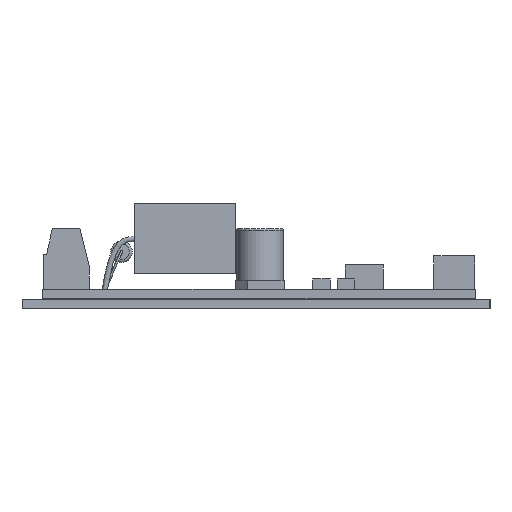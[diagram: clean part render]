
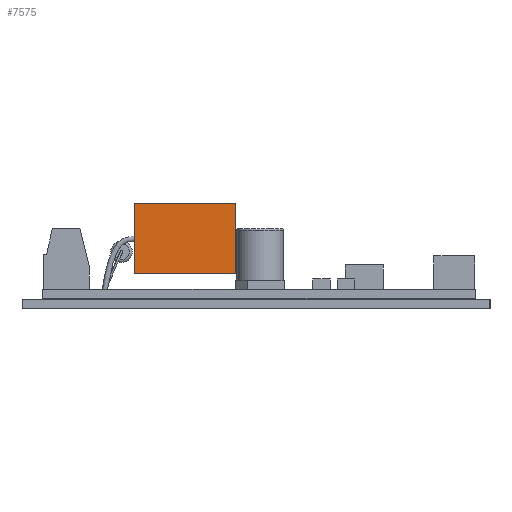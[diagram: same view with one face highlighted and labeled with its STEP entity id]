
A CAD part, left-side view. The second image highlights one B-rep face of the part: STEP entity #7575.
In plain terms, the highlighted face is planar.
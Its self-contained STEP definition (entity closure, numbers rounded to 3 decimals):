
#6066 = PLANE('',#6067);
#6067 = AXIS2_PLACEMENT_3D('',#6068,#6069,#6070);
#6068 = CARTESIAN_POINT('',(-21.3,13.25,4.3));
#6069 = DIRECTION('',(-1.,0.,0.));
#6070 = DIRECTION('',(0.,-1.,0.));
#7575 = ADVANCED_FACE('',(#7576),#7590,.T.);
#7576 = FACE_BOUND('',#7577,.T.);
#7577 = EDGE_LOOP('',(#7578,#7613,#7641,#7669));
#7578 = ORIENTED_EDGE('',*,*,#7579,.F.);
#7579 = EDGE_CURVE('',#7580,#7582,#7584,.T.);
#7580 = VERTEX_POINT('',#7581);
#7581 = CARTESIAN_POINT('',(-4.,-13.25,4.3));
#7582 = VERTEX_POINT('',#7583);
#7583 = CARTESIAN_POINT('',(-21.3,-13.25,4.3));
#7584 = SURFACE_CURVE('',#7585,(#7589,#7601),.PCURVE_S1.);
#7585 = LINE('',#7586,#7587);
#7586 = CARTESIAN_POINT('',(-4.,-13.25,4.3));
#7587 = VECTOR('',#7588,1.);
#7588 = DIRECTION('',(-1.,0.,0.));
#7589 = PCURVE('',#7590,#7595);
#7590 = PLANE('',#7591);
#7591 = AXIS2_PLACEMENT_3D('',#7592,#7593,#7594);
#7592 = CARTESIAN_POINT('',(-21.3,-13.25,4.3));
#7593 = DIRECTION('',(0.,-1.,0.));
#7594 = DIRECTION('',(1.,0.,0.));
#7595 = DEFINITIONAL_REPRESENTATION('',(#7596),#7600);
#7596 = LINE('',#7597,#7598);
#7597 = CARTESIAN_POINT('',(17.3,0.));
#7598 = VECTOR('',#7599,1.);
#7599 = DIRECTION('',(-1.,0.));
#7600 = ( GEOMETRIC_REPRESENTATION_CONTEXT(2) 
PARAMETRIC_REPRESENTATION_CONTEXT() REPRESENTATION_CONTEXT('2D SPACE',''
  ) );
#7601 = PCURVE('',#7602,#7607);
#7602 = PLANE('',#7603);
#7603 = AXIS2_PLACEMENT_3D('',#7604,#7605,#7606);
#7604 = CARTESIAN_POINT('',(-12.65,0.,4.3));
#7605 = DIRECTION('',(0.,0.,1.));
#7606 = DIRECTION('',(1.,0.,-0.));
#7607 = DEFINITIONAL_REPRESENTATION('',(#7608),#7612);
#7608 = LINE('',#7609,#7610);
#7609 = CARTESIAN_POINT('',(8.65,-13.25));
#7610 = VECTOR('',#7611,1.);
#7611 = DIRECTION('',(-1.,0.));
#7612 = ( GEOMETRIC_REPRESENTATION_CONTEXT(2) 
PARAMETRIC_REPRESENTATION_CONTEXT() REPRESENTATION_CONTEXT('2D SPACE',''
  ) );
#7613 = ORIENTED_EDGE('',*,*,#7614,.T.);
#7614 = EDGE_CURVE('',#7580,#7615,#7617,.T.);
#7615 = VERTEX_POINT('',#7616);
#7616 = CARTESIAN_POINT('',(-4.,-13.25,16.3));
#7617 = SURFACE_CURVE('',#7618,(#7622,#7629),.PCURVE_S1.);
#7618 = LINE('',#7619,#7620);
#7619 = CARTESIAN_POINT('',(-4.,-13.25,4.3));
#7620 = VECTOR('',#7621,1.);
#7621 = DIRECTION('',(0.,0.,1.));
#7622 = PCURVE('',#7590,#7623);
#7623 = DEFINITIONAL_REPRESENTATION('',(#7624),#7628);
#7624 = LINE('',#7625,#7626);
#7625 = CARTESIAN_POINT('',(17.3,0.));
#7626 = VECTOR('',#7627,1.);
#7627 = DIRECTION('',(0.,1.));
#7628 = ( GEOMETRIC_REPRESENTATION_CONTEXT(2) 
PARAMETRIC_REPRESENTATION_CONTEXT() REPRESENTATION_CONTEXT('2D SPACE',''
  ) );
#7629 = PCURVE('',#7630,#7635);
#7630 = PLANE('',#7631);
#7631 = AXIS2_PLACEMENT_3D('',#7632,#7633,#7634);
#7632 = CARTESIAN_POINT('',(-4.,-13.25,4.3));
#7633 = DIRECTION('',(1.,0.,0.));
#7634 = DIRECTION('',(-0.,1.,0.));
#7635 = DEFINITIONAL_REPRESENTATION('',(#7636),#7640);
#7636 = LINE('',#7637,#7638);
#7637 = CARTESIAN_POINT('',(0.,0.));
#7638 = VECTOR('',#7639,1.);
#7639 = DIRECTION('',(0.,1.));
#7640 = ( GEOMETRIC_REPRESENTATION_CONTEXT(2) 
PARAMETRIC_REPRESENTATION_CONTEXT() REPRESENTATION_CONTEXT('2D SPACE',''
  ) );
#7641 = ORIENTED_EDGE('',*,*,#7642,.F.);
#7642 = EDGE_CURVE('',#7643,#7615,#7645,.T.);
#7643 = VERTEX_POINT('',#7644);
#7644 = CARTESIAN_POINT('',(-21.3,-13.25,16.3));
#7645 = SURFACE_CURVE('',#7646,(#7650,#7657),.PCURVE_S1.);
#7646 = LINE('',#7647,#7648);
#7647 = CARTESIAN_POINT('',(-4.,-13.25,16.3));
#7648 = VECTOR('',#7649,1.);
#7649 = DIRECTION('',(1.,0.,0.));
#7650 = PCURVE('',#7590,#7651);
#7651 = DEFINITIONAL_REPRESENTATION('',(#7652),#7656);
#7652 = LINE('',#7653,#7654);
#7653 = CARTESIAN_POINT('',(17.3,12.));
#7654 = VECTOR('',#7655,1.);
#7655 = DIRECTION('',(1.,0.));
#7656 = ( GEOMETRIC_REPRESENTATION_CONTEXT(2) 
PARAMETRIC_REPRESENTATION_CONTEXT() REPRESENTATION_CONTEXT('2D SPACE',''
  ) );
#7657 = PCURVE('',#7658,#7663);
#7658 = PLANE('',#7659);
#7659 = AXIS2_PLACEMENT_3D('',#7660,#7661,#7662);
#7660 = CARTESIAN_POINT('',(-12.65,0.,16.3));
#7661 = DIRECTION('',(0.,0.,1.));
#7662 = DIRECTION('',(1.,0.,-0.));
#7663 = DEFINITIONAL_REPRESENTATION('',(#7664),#7668);
#7664 = LINE('',#7665,#7666);
#7665 = CARTESIAN_POINT('',(8.65,-13.25));
#7666 = VECTOR('',#7667,1.);
#7667 = DIRECTION('',(1.,0.));
#7668 = ( GEOMETRIC_REPRESENTATION_CONTEXT(2) 
PARAMETRIC_REPRESENTATION_CONTEXT() REPRESENTATION_CONTEXT('2D SPACE',''
  ) );
#7669 = ORIENTED_EDGE('',*,*,#7670,.F.);
#7670 = EDGE_CURVE('',#7582,#7643,#7671,.T.);
#7671 = SURFACE_CURVE('',#7672,(#7676,#7683),.PCURVE_S1.);
#7672 = LINE('',#7673,#7674);
#7673 = CARTESIAN_POINT('',(-21.3,-13.25,4.3));
#7674 = VECTOR('',#7675,1.);
#7675 = DIRECTION('',(0.,0.,1.));
#7676 = PCURVE('',#7590,#7677);
#7677 = DEFINITIONAL_REPRESENTATION('',(#7678),#7682);
#7678 = LINE('',#7679,#7680);
#7679 = CARTESIAN_POINT('',(0.,0.));
#7680 = VECTOR('',#7681,1.);
#7681 = DIRECTION('',(0.,1.));
#7682 = ( GEOMETRIC_REPRESENTATION_CONTEXT(2) 
PARAMETRIC_REPRESENTATION_CONTEXT() REPRESENTATION_CONTEXT('2D SPACE',''
  ) );
#7683 = PCURVE('',#6066,#7684);
#7684 = DEFINITIONAL_REPRESENTATION('',(#7685),#7689);
#7685 = LINE('',#7686,#7687);
#7686 = CARTESIAN_POINT('',(26.5,0.));
#7687 = VECTOR('',#7688,1.);
#7688 = DIRECTION('',(0.,1.));
#7689 = ( GEOMETRIC_REPRESENTATION_CONTEXT(2) 
PARAMETRIC_REPRESENTATION_CONTEXT() REPRESENTATION_CONTEXT('2D SPACE',''
  ) );
